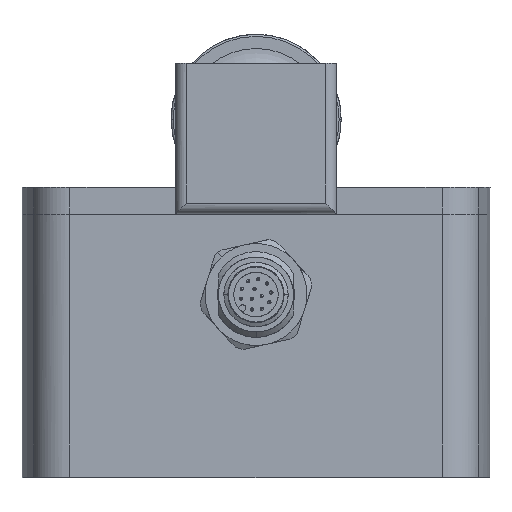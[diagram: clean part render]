
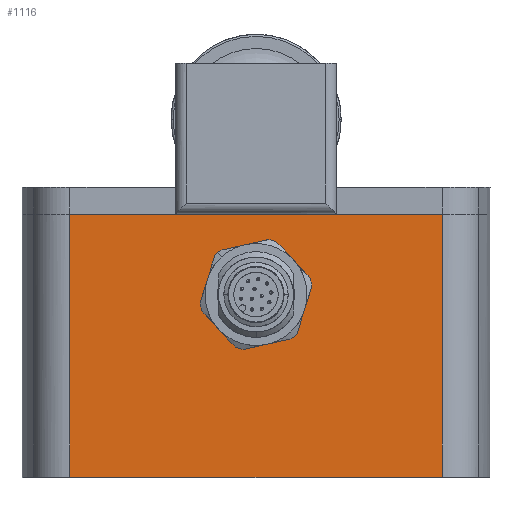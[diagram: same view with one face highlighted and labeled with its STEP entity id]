
A CAD part, front view. The second image highlights one B-rep face of the part: STEP entity #1116.
In plain terms, the highlighted planar face has unit normal (0, -1, 0).
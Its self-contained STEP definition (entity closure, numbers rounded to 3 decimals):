
#377 = DIRECTION ( 'NONE',  ( 0., 1., 0. ) ) ;
#410 = LINE ( 'NONE', #32053, #40930 ) ;
#1116 = ADVANCED_FACE ( 'Defeatured_0_55', ( #35158 ), #24948, .F. ) ;
#3067 = EDGE_CURVE ( 'Defeatured_0_64+Defeatured_0_55+Defeatured_0_40+Defeatured_0_30', #10995, #38834, #52323, .T. ) ;
#7711 = VECTOR ( 'NONE', #46768, 1000. ) ;
#7857 = DIRECTION ( 'NONE',  ( 0., 0., -1. ) ) ;
#7998 = ORIENTED_EDGE ( 'NONE', *, *, #8749, .F. ) ;
#8749 = EDGE_CURVE ( 'Defeatured_0_30+Defeatured_0_55+Defeatured_0_64+Defeatured_0_63', #38834, #34820, #29514, .T. ) ;
#9060 = CARTESIAN_POINT ( 'NONE',  ( 13.002, 28.251, 35.776 ) ) ;
#9860 = CARTESIAN_POINT ( 'NONE',  ( 13.002, 28.251, 84.876 ) ) ;
#10995 = VERTEX_POINT ( 'NONE', #39717 ) ;
#17649 = CARTESIAN_POINT ( 'NONE',  ( 82.522, 28.251, 35.776 ) ) ;
#18214 = ORIENTED_EDGE ( 'NONE', *, *, #26591, .F. ) ;
#21064 = LINE ( 'NONE', #23413, #53223 ) ;
#21253 = ORIENTED_EDGE ( 'NONE', *, *, #3067, .F. ) ;
#21322 = CARTESIAN_POINT ( 'NONE',  ( 82.522, 28.251, 84.876 ) ) ;
#23413 = CARTESIAN_POINT ( 'NONE',  ( 13.002, 28.251, 84.876 ) ) ;
#24948 = PLANE ( 'NONE',  #32915 ) ;
#26591 = EDGE_CURVE ( 'Defeatured_0_40+Defeatured_0_55+Defeatured_0_63+Defeatured_0_64', #43811, #10995, #21064, .T. ) ;
#27308 = VECTOR ( 'NONE', #33181, 1000. ) ;
#29065 = DIRECTION ( 'NONE',  ( -1., 0., 0. ) ) ;
#29370 = CARTESIAN_POINT ( 'NONE',  ( 82.522, 28.251, 35.776 ) ) ;
#29514 = LINE ( 'NONE', #17649, #7711 ) ;
#30041 = EDGE_CURVE ( 'Defeatured_0_55+Defeatured_0_63+Defeatured_0_40+Defeatured_0_30', #43811, #34820, #410, .T. ) ;
#32053 = CARTESIAN_POINT ( 'NONE',  ( 13.002, 28.251, 84.876 ) ) ;
#32915 = AXIS2_PLACEMENT_3D ( 'NONE', #33395, #377, #29065 ) ;
#33181 = DIRECTION ( 'NONE',  ( 0., 0., -1. ) ) ;
#33395 = CARTESIAN_POINT ( 'NONE',  ( 13.002, 28.251, 84.876 ) ) ;
#34820 = VERTEX_POINT ( 'NONE', #9060 ) ;
#35158 = FACE_OUTER_BOUND ( 'NONE', #50062, .T. ) ;
#38834 = VERTEX_POINT ( 'NONE', #29370 ) ;
#39717 = CARTESIAN_POINT ( 'NONE',  ( 82.522, 28.251, 84.876 ) ) ;
#39969 = DIRECTION ( 'NONE',  ( 1., 0., 0. ) ) ;
#40930 = VECTOR ( 'NONE', #7857, 1000. ) ;
#43811 = VERTEX_POINT ( 'NONE', #9860 ) ;
#46768 = DIRECTION ( 'NONE',  ( -1., 0., 0. ) ) ;
#48414 = ORIENTED_EDGE ( 'NONE', *, *, #30041, .T. ) ;
#50062 = EDGE_LOOP ( 'NONE', ( #48414, #7998, #21253, #18214 ) ) ;
#52323 = LINE ( 'NONE', #21322, #27308 ) ;
#53223 = VECTOR ( 'NONE', #39969, 1000. ) ;
